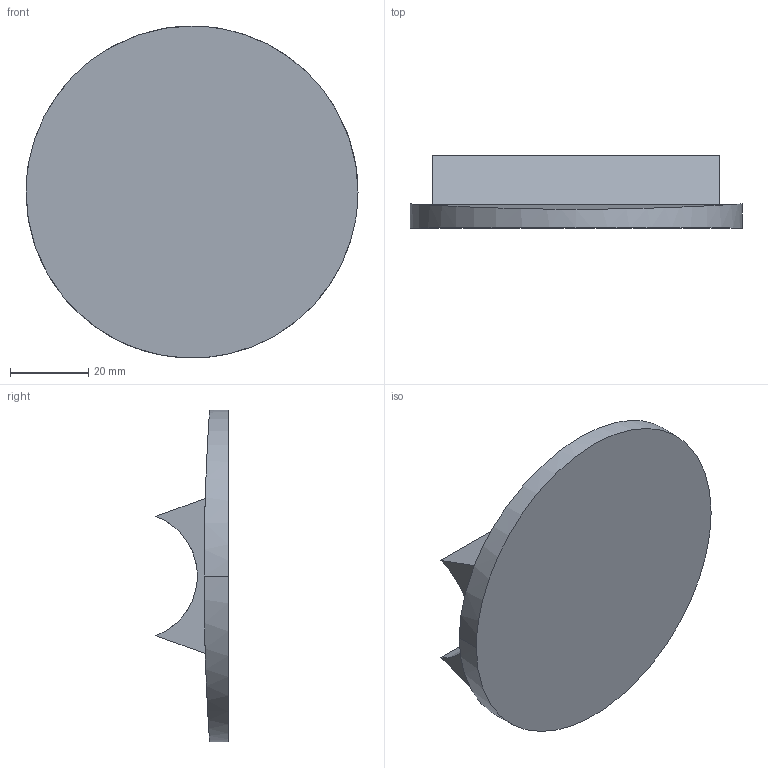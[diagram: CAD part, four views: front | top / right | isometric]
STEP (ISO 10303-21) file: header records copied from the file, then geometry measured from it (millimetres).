
FILE_DESCRIPTION(/* description */ ('Generated from Alias Stage'),/* implementation_level */ '2;1');
FILE_NAME(/* name */ 'rotate',/* time_stamp */ '2014-09-29T18:21:28-05:00',/* author */ (''),/* organization */ ('Alias Systems'),/* preprocessor_version */ 'ST-DEVELOPER v11',/* originating_system */ 'Autodesk OpenModel 2012',/* authorisation */ '');
FILE_SCHEMA (('AUTOMOTIVE_DESIGN { 1 2 10303 214 1 1 1 1 }'));
Length unit declared in the file: millimetre
Products named in the file (1): rotate
Bounding box: 85 x 18.53 x 85 mm (x, y, z)
Volume: 48333.9 mm3; surface area: 15137.7 mm2
Topology: 1 solids, 1 shells, 9 faces, 20 edges, 14 vertices
Faces by surface type: bspline 9
Entity records: 627 total; most frequent: CARTESIAN_POINT 498, ORIENTED_EDGE 40, EDGE_CURVE 20, VERTEX_POINT 14, EDGE_LOOP 10, FACE_OUTER_BOUND 9, ADVANCED_FACE 9, DIRECTION 2
